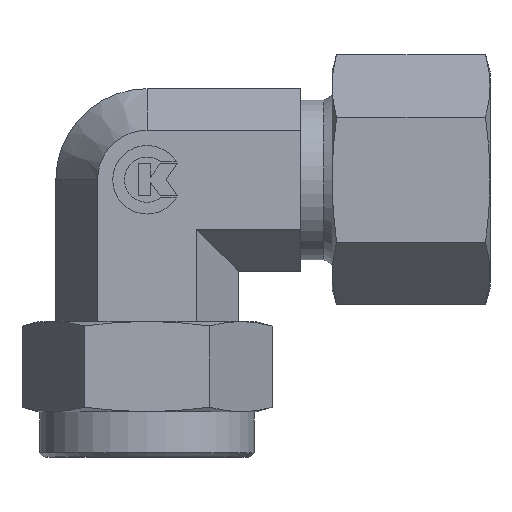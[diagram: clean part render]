
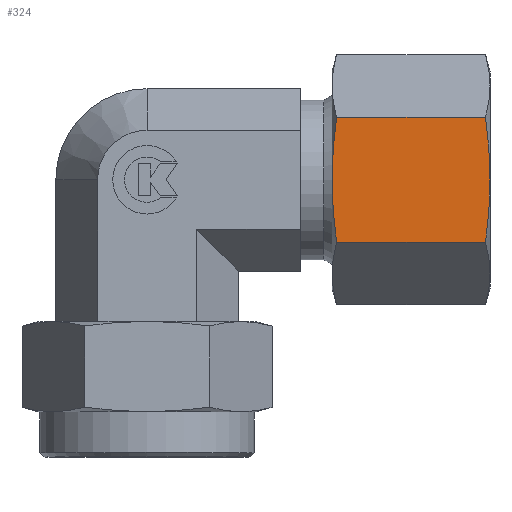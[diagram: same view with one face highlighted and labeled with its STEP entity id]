
A CAD part, top view. The second image highlights one B-rep face of the part: STEP entity #324.
In plain terms, the highlighted planar face has unit normal (0, 0, 1).
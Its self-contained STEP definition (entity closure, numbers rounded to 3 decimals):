
#324 = ADVANCED_FACE( '', ( #670 ), #671, .F. );
#670 = FACE_OUTER_BOUND( '', #1046, .T. );
#671 = PLANE( '', #1047 );
#1046 = EDGE_LOOP( '', ( #2252, #2253, #2254, #2255, #2256, #2257 ) );
#1047 = AXIS2_PLACEMENT_3D( '', #2258, #2259, #2260 );
#2252 = ORIENTED_EDGE( '', *, *, #2825, .F. );
#2253 = ORIENTED_EDGE( '', *, *, #2817, .F. );
#2254 = ORIENTED_EDGE( '', *, *, #2826, .F. );
#2255 = ORIENTED_EDGE( '', *, *, #2827, .F. );
#2256 = ORIENTED_EDGE( '', *, *, #2820, .T. );
#2257 = ORIENTED_EDGE( '', *, *, #2828, .F. );
#2258 = CARTESIAN_POINT( '', ( 38., -6.928, 12. ) );
#2259 = DIRECTION( '', ( 0., 0., -1. ) );
#2260 = DIRECTION( '', ( 0., -1., 0. ) );
#2817 = EDGE_CURVE( '', #3451, #3453, #3454, .T. );
#2820 = EDGE_CURVE( '', #3459, #3456, #3460, .T. );
#2825 = EDGE_CURVE( '', #3453, #3466, #3467, .T. );
#2826 = EDGE_CURVE( '', #3468, #3451, #3469, .T. );
#2827 = EDGE_CURVE( '', #3459, #3468, #3470, .T. );
#2828 = EDGE_CURVE( '', #3466, #3456, #3471, .T. );
#3451 = VERTEX_POINT( '', #4712 );
#3453 = VERTEX_POINT( '', #4723 );
#3454 = LINE( '', #4724, #4725 );
#3456 = VERTEX_POINT( '', #4736 );
#3459 = VERTEX_POINT( '', #4748 );
#3460 = LINE( '', #4749, #4750 );
#3466 = VERTEX_POINT( '', #4784 );
#3467 = ( B_SPLINE_CURVE( 2, ( #4786, #4787, #4788 ), .UNSPECIFIED., .F., .F. )B_SPLINE_CURVE_WITH_KNOTS( ( 3, 3 ), ( 5.789, 13.529 ), .UNSPECIFIED. )RATIONAL_B_SPLINE_CURVE( ( 1.058, 1.068, 1. ) )BOUNDED_CURVE(  )REPRESENTATION_ITEM( '' )GEOMETRIC_REPRESENTATION_ITEM(  )CURVE(  ) );
#3468 = VERTEX_POINT( '', #4795 );
#3469 = ( B_SPLINE_CURVE( 2, ( #4797, #4798, #4799 ), .UNSPECIFIED., .F., .F. )B_SPLINE_CURVE_WITH_KNOTS( ( 3, 3 ), ( 13.529, 21.269 ), .UNSPECIFIED. )RATIONAL_B_SPLINE_CURVE( ( 1., 1.068, 1.058 ) )BOUNDED_CURVE(  )REPRESENTATION_ITEM( '' )GEOMETRIC_REPRESENTATION_ITEM(  )CURVE(  ) );
#3470 = ( B_SPLINE_CURVE( 2, ( #4807, #4808, #4809 ), .UNSPECIFIED., .F., .F. )B_SPLINE_CURVE_WITH_KNOTS( ( 3, 3 ), ( 5.789, 13.529 ), .UNSPECIFIED. )RATIONAL_B_SPLINE_CURVE( ( 1.058, 1.068, 1. ) )BOUNDED_CURVE(  )REPRESENTATION_ITEM( '' )GEOMETRIC_REPRESENTATION_ITEM(  )CURVE(  ) );
#3471 = ( B_SPLINE_CURVE( 2, ( #4817, #4818, #4819 ), .UNSPECIFIED., .F., .F. )B_SPLINE_CURVE_WITH_KNOTS( ( 3, 3 ), ( 13.529, 21.269 ), .UNSPECIFIED. )RATIONAL_B_SPLINE_CURVE( ( 1., 1.068, 1.058 ) )BOUNDED_CURVE(  )REPRESENTATION_ITEM( '' )GEOMETRIC_REPRESENTATION_ITEM(  )CURVE(  ) );
#4712 = CARTESIAN_POINT( '', ( 37.503, -6.928, 12. ) );
#4723 = CARTESIAN_POINT( '', ( 20.997, -6.928, 12. ) );
#4724 = CARTESIAN_POINT( '', ( 38., -6.928, 12. ) );
#4725 = VECTOR( '', #5520, 1. );
#4736 = CARTESIAN_POINT( '', ( 20.997, 6.928, 12. ) );
#4748 = CARTESIAN_POINT( '', ( 37.503, 6.928, 12. ) );
#4749 = CARTESIAN_POINT( '', ( 38., 6.928, 12. ) );
#4750 = VECTOR( '', #5521, 1. );
#4784 = CARTESIAN_POINT( '', ( 20.5, 0., 12. ) );
#4786 = CARTESIAN_POINT( '', ( 20.997, -6.928, 12. ) );
#4787 = CARTESIAN_POINT( '', ( 20.5, -3.215, 12. ) );
#4788 = CARTESIAN_POINT( '', ( 20.5, 0., 12. ) );
#4795 = CARTESIAN_POINT( '', ( 38., 0., 12. ) );
#4797 = CARTESIAN_POINT( '', ( 38., 0., 12. ) );
#4798 = CARTESIAN_POINT( '', ( 38., -3.215, 12. ) );
#4799 = CARTESIAN_POINT( '', ( 37.503, -6.928, 12. ) );
#4807 = CARTESIAN_POINT( '', ( 37.503, 6.928, 12. ) );
#4808 = CARTESIAN_POINT( '', ( 38., 3.215, 12. ) );
#4809 = CARTESIAN_POINT( '', ( 38., 0., 12. ) );
#4817 = CARTESIAN_POINT( '', ( 20.5, 0., 12. ) );
#4818 = CARTESIAN_POINT( '', ( 20.5, 3.215, 12. ) );
#4819 = CARTESIAN_POINT( '', ( 20.997, 6.928, 12. ) );
#5520 = DIRECTION( '', ( -1., 0., 0. ) );
#5521 = DIRECTION( '', ( -1., 0., 0. ) );
